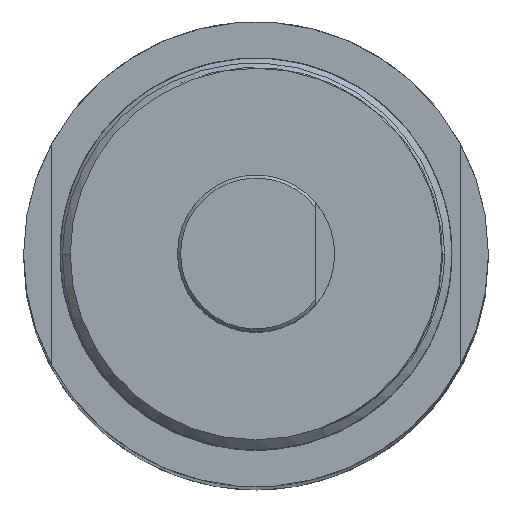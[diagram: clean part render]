
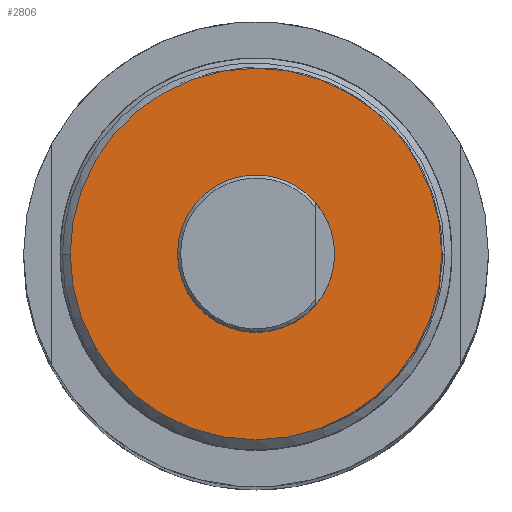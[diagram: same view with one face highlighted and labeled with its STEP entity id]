
A CAD part, top view. The second image highlights one B-rep face of the part: STEP entity #2806.
In plain terms, the highlighted planar face has unit normal (0, 0, 1).
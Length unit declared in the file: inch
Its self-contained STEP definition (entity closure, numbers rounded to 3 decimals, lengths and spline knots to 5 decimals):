
#286 = CARTESIAN_POINT ( 'NONE',  ( 0., 0., 0.28 ) ) ;
#318 = CARTESIAN_POINT ( 'NONE',  ( 0.29571, 0., 0.28 ) ) ;
#319 = CARTESIAN_POINT ( 'NONE',  ( -0.29571, 0., 0.28 ) ) ;
#320 = DIRECTION ( 'NONE',  ( -1., 0., 0. ) ) ;
#321 = DIRECTION ( 'NONE',  ( 0., 0., -1. ) ) ;
#322 = AXIS2_PLACEMENT_3D ( 'NONE', #286, #321, #320 ) ;
#323 = CIRCLE ( 'NONE', #322, 0.29571 ) ;
#380 = CARTESIAN_POINT ( 'NONE',  ( -0.125, 0., 0.28 ) ) ;
#381 = DIRECTION ( 'NONE',  ( -1., 0., 0. ) ) ;
#382 = DIRECTION ( 'NONE',  ( 0., 0., -1. ) ) ;
#383 = CARTESIAN_POINT ( 'NONE',  ( 0., 0., 0.28 ) ) ;
#384 = AXIS2_PLACEMENT_3D ( 'NONE', #383, #382, #381 ) ;
#385 = CIRCLE ( 'NONE', #384, 0.125 ) ;
#529 = CARTESIAN_POINT ( 'NONE',  ( 0.125, 0., 0.28 ) ) ;
#1610 = EDGE_CURVE ( 'NONE', #1611, #1612, #323, .T. ) ;
#1611 = VERTEX_POINT ( 'NONE', #319 ) ;
#1612 = VERTEX_POINT ( 'NONE', #318 ) ;
#1619 = EDGE_CURVE ( 'NONE', #1621, #1739, #385, .T. ) ;
#1621 = VERTEX_POINT ( 'NONE', #380 ) ;
#1739 = VERTEX_POINT ( 'NONE', #529 ) ;
#2198 = ORIENTED_EDGE ( 'NONE', *, *, #1610, .F. ) ;
#2803 = EDGE_CURVE ( 'NONE', #1739, #1621, #3004, .T. ) ;
#2806 = ADVANCED_FACE ( 'NONE', ( #2995, #2993 ), #2990, .F. ) ;
#2809 = EDGE_LOOP ( 'NONE', ( #2198, #2912 ) ) ;
#2912 = ORIENTED_EDGE ( 'NONE', *, *, #2913, .F. ) ;
#2913 = EDGE_CURVE ( 'NONE', #1612, #1611, #3949, .T. ) ;
#2914 = EDGE_LOOP ( 'NONE', ( #2916, #2918 ) ) ;
#2916 = ORIENTED_EDGE ( 'NONE', *, *, #1619, .T. ) ;
#2918 = ORIENTED_EDGE ( 'NONE', *, *, #2803, .T. ) ;
#2983 = DIRECTION ( 'NONE',  ( -1., 0., 0. ) ) ;
#2985 = DIRECTION ( 'NONE',  ( 0., 0., -1. ) ) ;
#2987 = CARTESIAN_POINT ( 'NONE',  ( 0.3125, 0., 0.28 ) ) ;
#2988 = AXIS2_PLACEMENT_3D ( 'NONE', #2987, #2985, #2983 ) ;
#2990 = PLANE ( 'NONE',  #2988 ) ;
#2993 = FACE_BOUND ( 'NONE', #2914, .T. ) ;
#2995 = FACE_OUTER_BOUND ( 'NONE', #2809, .T. ) ;
#2997 = DIRECTION ( 'NONE',  ( -1., 0., 0. ) ) ;
#2999 = DIRECTION ( 'NONE',  ( 0., 0., -1. ) ) ;
#3001 = CARTESIAN_POINT ( 'NONE',  ( 0., 0., 0.28 ) ) ;
#3002 = AXIS2_PLACEMENT_3D ( 'NONE', #3001, #2999, #2997 ) ;
#3004 = CIRCLE ( 'NONE', #3002, 0.125 ) ;
#3945 = DIRECTION ( 'NONE',  ( -1., 0., 0. ) ) ;
#3946 = DIRECTION ( 'NONE',  ( 0., 0., -1. ) ) ;
#3947 = CARTESIAN_POINT ( 'NONE',  ( 0., 0., 0.28 ) ) ;
#3948 = AXIS2_PLACEMENT_3D ( 'NONE', #3947, #3946, #3945 ) ;
#3949 = CIRCLE ( 'NONE', #3948, 0.29571 ) ;
